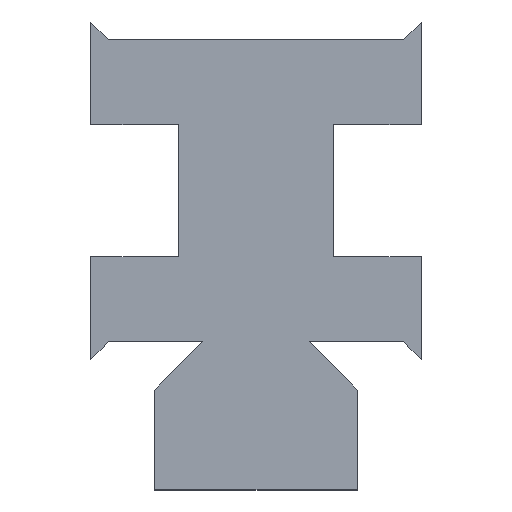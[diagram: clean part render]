
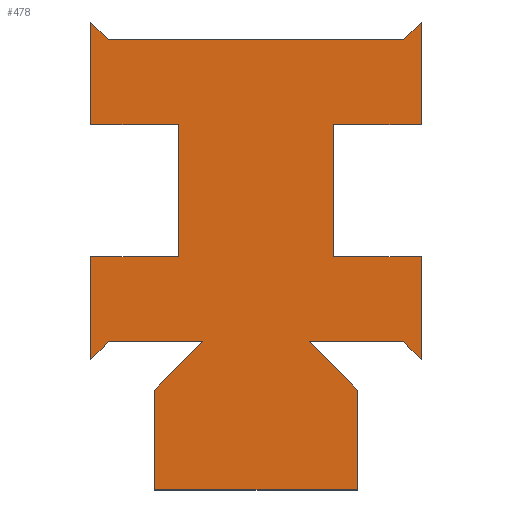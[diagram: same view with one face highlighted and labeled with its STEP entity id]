
A CAD part, top view. The second image highlights one B-rep face of the part: STEP entity #478.
In plain terms, the highlighted planar face has unit normal (0, 0, 1).
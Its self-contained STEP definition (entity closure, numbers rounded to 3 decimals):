
#32=FACE_OUTER_BOUND('',#56,.T.);
#56=EDGE_LOOP('',(#373,#374,#375,#376,#377,#378,#379,#380,#381,#382,#383,
#384,#385,#386,#387,#388,#389,#390,#391,#392,#393,#394));
#65=LINE('',#647,#131);
#69=LINE('',#654,#135);
#72=LINE('',#660,#138);
#75=LINE('',#668,#141);
#79=LINE('',#675,#145);
#82=LINE('',#681,#148);
#85=LINE('',#689,#151);
#89=LINE('',#696,#155);
#92=LINE('',#702,#158);
#95=LINE('',#710,#161);
#99=LINE('',#717,#165);
#101=LINE('',#722,#167);
#105=LINE('',#731,#171);
#109=LINE('',#738,#175);
#112=LINE('',#744,#178);
#113=LINE('',#746,#179);
#115=LINE('',#749,#181);
#117=LINE('',#752,#183);
#118=LINE('',#753,#184);
#119=LINE('',#755,#185);
#120=LINE('',#757,#186);
#121=LINE('',#758,#187);
#131=VECTOR('',#529,10.);
#135=VECTOR('',#535,10.);
#138=VECTOR('',#540,10.);
#141=VECTOR('',#545,10.);
#145=VECTOR('',#551,10.);
#148=VECTOR('',#556,10.);
#151=VECTOR('',#561,10.);
#155=VECTOR('',#567,10.);
#158=VECTOR('',#572,10.);
#161=VECTOR('',#577,10.);
#165=VECTOR('',#583,10.);
#167=VECTOR('',#587,10.);
#171=VECTOR('',#593,10.);
#175=VECTOR('',#599,10.);
#178=VECTOR('',#604,10.);
#179=VECTOR('',#607,10.);
#181=VECTOR('',#611,10.);
#183=VECTOR('',#615,10.);
#184=VECTOR('',#616,10.);
#185=VECTOR('',#617,10.);
#186=VECTOR('',#618,10.);
#187=VECTOR('',#619,10.);
#197=VERTEX_POINT('',#644);
#198=VERTEX_POINT('',#646);
#200=VERTEX_POINT('',#652);
#202=VERTEX_POINT('',#658);
#205=VERTEX_POINT('',#665);
#206=VERTEX_POINT('',#667);
#208=VERTEX_POINT('',#673);
#210=VERTEX_POINT('',#679);
#213=VERTEX_POINT('',#686);
#214=VERTEX_POINT('',#688);
#216=VERTEX_POINT('',#694);
#218=VERTEX_POINT('',#700);
#221=VERTEX_POINT('',#707);
#222=VERTEX_POINT('',#709);
#224=VERTEX_POINT('',#715);
#226=VERTEX_POINT('',#721);
#229=VERTEX_POINT('',#728);
#230=VERTEX_POINT('',#730);
#232=VERTEX_POINT('',#736);
#234=VERTEX_POINT('',#742);
#235=VERTEX_POINT('',#754);
#236=VERTEX_POINT('',#756);
#241=EDGE_CURVE('',#198,#197,#65,.T.);
#245=EDGE_CURVE('',#197,#200,#69,.T.);
#248=EDGE_CURVE('',#200,#202,#72,.T.);
#251=EDGE_CURVE('',#206,#205,#75,.T.);
#255=EDGE_CURVE('',#205,#208,#79,.T.);
#258=EDGE_CURVE('',#208,#210,#82,.T.);
#261=EDGE_CURVE('',#214,#213,#85,.T.);
#265=EDGE_CURVE('',#213,#216,#89,.T.);
#268=EDGE_CURVE('',#216,#218,#92,.T.);
#271=EDGE_CURVE('',#222,#221,#95,.T.);
#275=EDGE_CURVE('',#224,#221,#99,.T.);
#277=EDGE_CURVE('',#226,#222,#101,.T.);
#281=EDGE_CURVE('',#230,#229,#105,.T.);
#285=EDGE_CURVE('',#229,#232,#109,.T.);
#288=EDGE_CURVE('',#232,#234,#112,.T.);
#289=EDGE_CURVE('',#210,#198,#113,.T.);
#291=EDGE_CURVE('',#234,#214,#115,.T.);
#293=EDGE_CURVE('',#202,#230,#117,.T.);
#294=EDGE_CURVE('',#218,#226,#118,.T.);
#295=EDGE_CURVE('',#224,#235,#119,.T.);
#296=EDGE_CURVE('',#235,#236,#120,.T.);
#297=EDGE_CURVE('',#236,#206,#121,.T.);
#373=ORIENTED_EDGE('',*,*,#241,.T.);
#374=ORIENTED_EDGE('',*,*,#245,.T.);
#375=ORIENTED_EDGE('',*,*,#248,.T.);
#376=ORIENTED_EDGE('',*,*,#293,.T.);
#377=ORIENTED_EDGE('',*,*,#281,.T.);
#378=ORIENTED_EDGE('',*,*,#285,.T.);
#379=ORIENTED_EDGE('',*,*,#288,.T.);
#380=ORIENTED_EDGE('',*,*,#291,.T.);
#381=ORIENTED_EDGE('',*,*,#261,.T.);
#382=ORIENTED_EDGE('',*,*,#265,.T.);
#383=ORIENTED_EDGE('',*,*,#268,.T.);
#384=ORIENTED_EDGE('',*,*,#294,.T.);
#385=ORIENTED_EDGE('',*,*,#277,.T.);
#386=ORIENTED_EDGE('',*,*,#271,.T.);
#387=ORIENTED_EDGE('',*,*,#275,.F.);
#388=ORIENTED_EDGE('',*,*,#295,.T.);
#389=ORIENTED_EDGE('',*,*,#296,.T.);
#390=ORIENTED_EDGE('',*,*,#297,.T.);
#391=ORIENTED_EDGE('',*,*,#251,.T.);
#392=ORIENTED_EDGE('',*,*,#255,.T.);
#393=ORIENTED_EDGE('',*,*,#258,.T.);
#394=ORIENTED_EDGE('',*,*,#289,.T.);
#454=PLANE('',#516);
#478=ADVANCED_FACE('',(#32),#454,.F.);
#516=AXIS2_PLACEMENT_3D('',#751,#613,#614);
#529=DIRECTION('',(-1.,0.,0.));
#535=DIRECTION('',(0.,1.,0.));
#540=DIRECTION('',(1.,0.,0.));
#545=DIRECTION('',(-0.707,0.707,0.));
#551=DIRECTION('',(1.,0.,0.));
#556=DIRECTION('',(0.707,-0.707,0.));
#561=DIRECTION('',(1.,0.,0.));
#567=DIRECTION('',(0.,-1.,0.));
#572=DIRECTION('',(-1.,0.,0.));
#577=DIRECTION('',(1.,0.,0.));
#583=DIRECTION('',(0.707,0.707,0.));
#587=DIRECTION('',(0.707,0.707,0.));
#593=DIRECTION('',(-0.707,-0.707,0.));
#599=DIRECTION('',(-1.,0.,0.));
#604=DIRECTION('',(-0.707,0.707,0.));
#607=DIRECTION('',(0.,1.,0.));
#611=DIRECTION('',(0.,-1.,0.));
#613=DIRECTION('center_axis',(0.,0.,-1.));
#614=DIRECTION('ref_axis',(1.,0.,0.));
#615=DIRECTION('',(0.,1.,0.));
#616=DIRECTION('',(0.,-1.,0.));
#617=DIRECTION('',(0.,-1.,0.));
#618=DIRECTION('',(1.,0.,0.));
#619=DIRECTION('',(0.,1.,0.));
#644=CARTESIAN_POINT('',(8.8,-69.,125.156));
#646=CARTESIAN_POINT('',(18.783,-69.,125.156));
#647=CARTESIAN_POINT('',(4.4,-69.,125.156));
#652=CARTESIAN_POINT('',(8.8,-54.,125.156));
#654=CARTESIAN_POINT('',(8.8,-83.087,125.156));
#658=CARTESIAN_POINT('',(18.782,-54.,125.156));
#660=CARTESIAN_POINT('',(9.391,-54.,125.156));
#665=CARTESIAN_POINT('',(6.027,-78.671,125.156));
#667=CARTESIAN_POINT('',(11.5,-84.143,125.156));
#668=CARTESIAN_POINT('',(11.5,-84.143,125.156));
#673=CARTESIAN_POINT('',(16.783,-78.671,125.156));
#675=CARTESIAN_POINT('',(8.391,-78.671,125.156));
#679=CARTESIAN_POINT('',(18.783,-80.671,125.156));
#681=CARTESIAN_POINT('',(21.963,-83.851,125.156));
#686=CARTESIAN_POINT('',(-8.8,-54.,125.156));
#688=CARTESIAN_POINT('',(-18.783,-54.,125.156));
#689=CARTESIAN_POINT('',(-4.4,-54.,125.156));
#694=CARTESIAN_POINT('',(-8.8,-69.,125.156));
#696=CARTESIAN_POINT('',(-8.8,-90.587,125.156));
#700=CARTESIAN_POINT('',(-18.782,-69.,125.156));
#702=CARTESIAN_POINT('',(-9.391,-69.,125.156));
#707=CARTESIAN_POINT('',(-6.027,-78.671,125.156));
#709=CARTESIAN_POINT('',(-16.783,-78.671,125.156));
#710=CARTESIAN_POINT('',(-3.014,-78.671,125.156));
#715=CARTESIAN_POINT('',(-11.5,-84.143,125.156));
#717=CARTESIAN_POINT('',(-11.5,-84.143,125.156));
#721=CARTESIAN_POINT('',(-18.782,-80.671,125.156));
#722=CARTESIAN_POINT('',(-20.963,-82.851,125.156));
#728=CARTESIAN_POINT('',(16.783,-44.329,125.156));
#730=CARTESIAN_POINT('',(18.783,-42.329,125.156));
#731=CARTESIAN_POINT('',(-4.375,-65.486,125.156));
#736=CARTESIAN_POINT('',(-16.782,-44.329,125.156));
#738=CARTESIAN_POINT('',(-8.391,-44.329,125.156));
#742=CARTESIAN_POINT('',(-18.783,-42.329,125.156));
#744=CARTESIAN_POINT('',(3.375,-64.486,125.156));
#746=CARTESIAN_POINT('',(18.783,-80.671,125.156));
#749=CARTESIAN_POINT('',(-18.783,-42.329,125.156));
#751=CARTESIAN_POINT('Origin',(0.,-112.175,125.156));
#752=CARTESIAN_POINT('',(18.783,-56.818,125.156));
#753=CARTESIAN_POINT('',(-18.782,-66.182,125.156));
#754=CARTESIAN_POINT('',(-11.5,-95.5,125.156));
#755=CARTESIAN_POINT('',(-11.5,-84.143,125.156));
#756=CARTESIAN_POINT('',(11.5,-95.5,125.156));
#757=CARTESIAN_POINT('',(-5.75,-95.5,125.156));
#758=CARTESIAN_POINT('',(11.5,-185.5,125.156));
